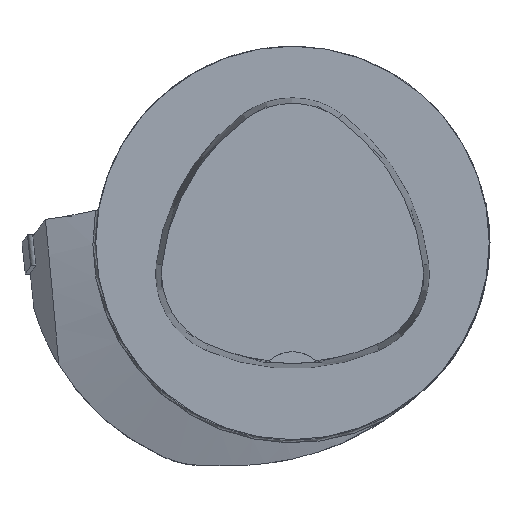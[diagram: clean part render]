
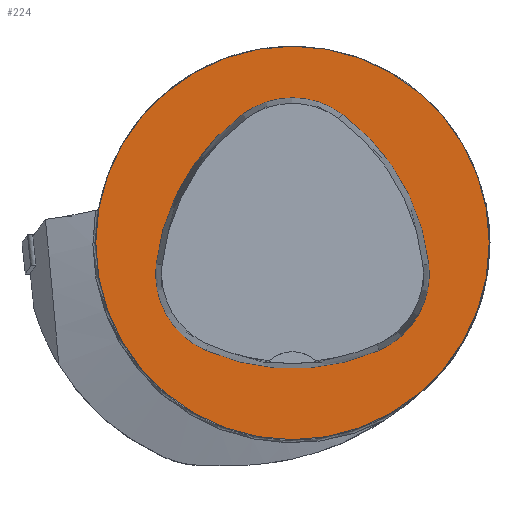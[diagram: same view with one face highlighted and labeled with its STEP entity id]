
A CAD part, top view. The second image highlights one B-rep face of the part: STEP entity #224.
In plain terms, the highlighted planar face has unit normal (0, 0, 1).
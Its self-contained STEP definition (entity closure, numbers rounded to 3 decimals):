
#224=ADVANCED_FACE('',(#444,#445),#269,.T.);
#269=PLANE('',#1261);
#444=FACE_BOUND('',#491,.T.);
#445=FACE_BOUND('',#492,.T.);
#491=EDGE_LOOP('',(#716,#717,#718,#719,#720,#721));
#492=EDGE_LOOP('',(#722));
#716=ORIENTED_EDGE('',*,*,#1039,.T.);
#717=ORIENTED_EDGE('',*,*,#1019,.T.);
#718=ORIENTED_EDGE('',*,*,#1023,.T.);
#719=ORIENTED_EDGE('',*,*,#1026,.T.);
#720=ORIENTED_EDGE('',*,*,#1029,.T.);
#721=ORIENTED_EDGE('',*,*,#1037,.T.);
#722=ORIENTED_EDGE('',*,*,#1006,.F.);
#885=VERTEX_POINT('',#1954);
#896=VERTEX_POINT('',#1998);
#897=VERTEX_POINT('',#1999);
#900=VERTEX_POINT('',#2007);
#902=VERTEX_POINT('',#2013);
#904=VERTEX_POINT('',#2019);
#911=VERTEX_POINT('',#2040);
#1006=EDGE_CURVE('',#885,#885,#1075,.T.);
#1019=EDGE_CURVE('',#896,#897,#1077,.T.);
#1023=EDGE_CURVE('',#897,#900,#1079,.T.);
#1026=EDGE_CURVE('',#900,#902,#1081,.T.);
#1029=EDGE_CURVE('',#902,#904,#1083,.T.);
#1037=EDGE_CURVE('',#904,#911,#1087,.T.);
#1039=EDGE_CURVE('',#911,#896,#1089,.T.);
#1075=CIRCLE('',#1231,40.);
#1077=CIRCLE('',#1239,44.);
#1079=CIRCLE('',#1242,17.);
#1081=CIRCLE('',#1245,44.);
#1083=CIRCLE('',#1248,17.);
#1087=CIRCLE('',#1253,44.);
#1089=CIRCLE('',#1256,17.);
#1231=AXIS2_PLACEMENT_3D('',#1953,#1463,#1464);
#1239=AXIS2_PLACEMENT_3D('',#1997,#1483,#1484);
#1242=AXIS2_PLACEMENT_3D('',#2006,#1491,#1492);
#1245=AXIS2_PLACEMENT_3D('',#2012,#1498,#1499);
#1248=AXIS2_PLACEMENT_3D('',#2018,#1505,#1506);
#1253=AXIS2_PLACEMENT_3D('',#2041,#1517,#1518);
#1256=AXIS2_PLACEMENT_3D('',#2044,#1523,#1524);
#1261=AXIS2_PLACEMENT_3D('',#2049,#1533,#1534);
#1463=DIRECTION('',(0.,0.,-1.));
#1464=DIRECTION('',(-1.,0.,0.));
#1483=DIRECTION('',(0.,0.,-1.));
#1484=DIRECTION('',(-1.,0.,0.));
#1491=DIRECTION('',(0.,0.,-1.));
#1492=DIRECTION('',(-1.,0.,0.));
#1498=DIRECTION('',(0.,0.,-1.));
#1499=DIRECTION('',(-1.,0.,0.));
#1505=DIRECTION('',(0.,0.,-1.));
#1506=DIRECTION('',(-1.,0.,0.));
#1517=DIRECTION('',(0.,0.,-1.));
#1518=DIRECTION('',(-1.,0.,0.));
#1523=DIRECTION('',(0.,0.,-1.));
#1524=DIRECTION('',(-1.,0.,0.));
#1533=DIRECTION('',(0.,0.,1.));
#1534=DIRECTION('',(1.,0.,0.));
#1953=CARTESIAN_POINT('',(0.,0.,0.));
#1954=CARTESIAN_POINT('',(-40.,0.,0.));
#1997=CARTESIAN_POINT('',(16.01,-9.224,0.));
#1998=CARTESIAN_POINT('',(-27.722,-4.378,0.));
#1999=CARTESIAN_POINT('',(-10.119,26.178,0.));
#2006=CARTESIAN_POINT('',(-0.023,12.5,0.));
#2007=CARTESIAN_POINT('',(10.049,26.194,0.));
#2012=CARTESIAN_POINT('',(-16.021,-9.25,0.));
#2013=CARTESIAN_POINT('',(27.71,-4.394,0.));
#2018=CARTESIAN_POINT('',(10.814,-6.27,0.));
#2019=CARTESIAN_POINT('',(17.611,-21.852,0.));
#2040=CARTESIAN_POINT('',(-17.652,-21.819,0.));
#2041=CARTESIAN_POINT('',(0.017,18.477,0.));
#2044=CARTESIAN_POINT('',(-10.825,-6.25,0.));
#2049=CARTESIAN_POINT('',(0.,0.,0.));
